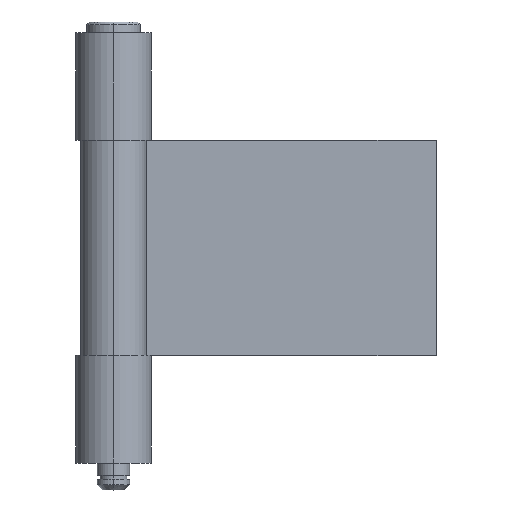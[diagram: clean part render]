
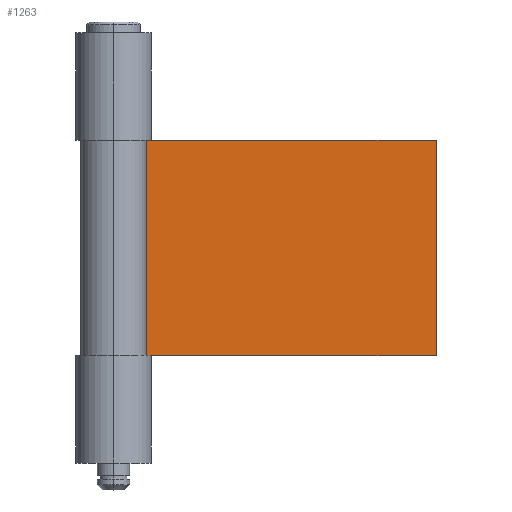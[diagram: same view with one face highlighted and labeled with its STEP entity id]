
A CAD part, top view. The second image highlights one B-rep face of the part: STEP entity #1263.
In plain terms, the highlighted planar face has unit normal (0, 0, 1).
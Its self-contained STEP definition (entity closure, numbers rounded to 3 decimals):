
#2 = ORIENTED_EDGE ( 'NONE', *, *, #220, .T. ) ;
#21 = EDGE_CURVE ( 'NONE', #412, #1254, #1311, .T. ) ;
#22 = ORIENTED_EDGE ( 'NONE', *, *, #310, .F. ) ;
#220 = EDGE_CURVE ( 'NONE', #263, #227, #537, .T. ) ;
#227 = VERTEX_POINT ( 'NONE', #601 ) ;
#263 = VERTEX_POINT ( 'NONE', #595 ) ;
#310 = EDGE_CURVE ( 'NONE', #263, #412, #586, .T. ) ;
#412 = VERTEX_POINT ( 'NONE', #622 ) ;
#533 = DIRECTION ( 'NONE',  ( 0., -1., 0. ) ) ;
#534 = VECTOR ( 'NONE', #533, 1000. ) ;
#536 = CARTESIAN_POINT ( 'NONE',  ( 6.1, 40., 0. ) ) ;
#537 = LINE ( 'NONE', #536, #534 ) ;
#583 = DIRECTION ( 'NONE',  ( 1., 0., 0. ) ) ;
#584 = VECTOR ( 'NONE', #583, 1000. ) ;
#585 = CARTESIAN_POINT ( 'NONE',  ( 6.1, 40., 0. ) ) ;
#586 = LINE ( 'NONE', #585, #584 ) ;
#595 = CARTESIAN_POINT ( 'NONE',  ( 6.1, 40., 0. ) ) ;
#601 = CARTESIAN_POINT ( 'NONE',  ( 6.1, 0., 0. ) ) ;
#622 = CARTESIAN_POINT ( 'NONE',  ( 60., 40., 0. ) ) ;
#711 = DIRECTION ( 'NONE',  ( 1., 0., 0. ) ) ;
#712 = VECTOR ( 'NONE', #711, 1000. ) ;
#713 = CARTESIAN_POINT ( 'NONE',  ( 6.1, 0., 0. ) ) ;
#714 = LINE ( 'NONE', #713, #712 ) ;
#719 = CARTESIAN_POINT ( 'NONE',  ( 60., 0., 0. ) ) ;
#749 = DIRECTION ( 'NONE',  ( -1., 0., 0. ) ) ;
#750 = DIRECTION ( 'NONE',  ( 0., 0., -1. ) ) ;
#751 = CARTESIAN_POINT ( 'NONE',  ( 6.1, 40., 0. ) ) ;
#752 = AXIS2_PLACEMENT_3D ( 'NONE', #751, #750, #749 ) ;
#753 = PLANE ( 'NONE',  #752 ) ;
#754 = FACE_OUTER_BOUND ( 'NONE', #1270, .T. ) ;
#1243 = ORIENTED_EDGE ( 'NONE', *, *, #21, .F. ) ;
#1254 = VERTEX_POINT ( 'NONE', #719 ) ;
#1257 = EDGE_CURVE ( 'NONE', #227, #1254, #714, .T. ) ;
#1263 = ADVANCED_FACE ( 'NONE', ( #754 ), #753, .F. ) ;
#1265 = ORIENTED_EDGE ( 'NONE', *, *, #1257, .T. ) ;
#1270 = EDGE_LOOP ( 'NONE', ( #1265, #1243, #22, #2 ) ) ;
#1311 = LINE ( 'NONE', #1319, #1318 ) ;
#1317 = DIRECTION ( 'NONE',  ( 0., -1., 0. ) ) ;
#1318 = VECTOR ( 'NONE', #1317, 1000. ) ;
#1319 = CARTESIAN_POINT ( 'NONE',  ( 60., 40., 0. ) ) ;
